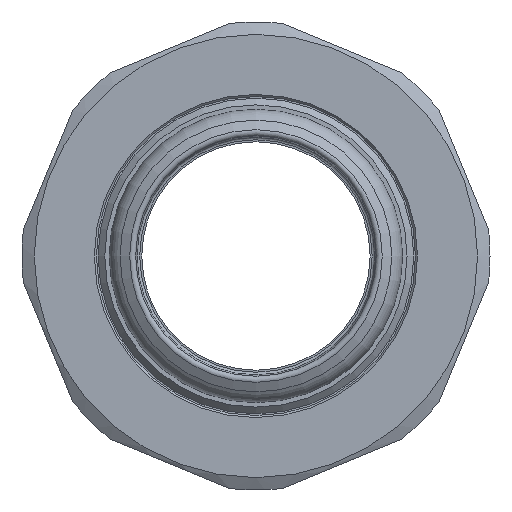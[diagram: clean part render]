
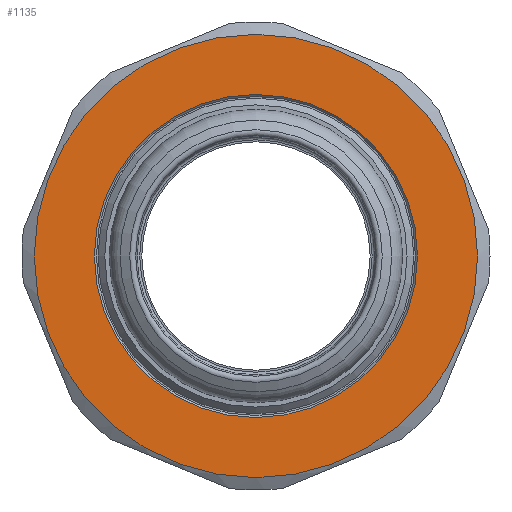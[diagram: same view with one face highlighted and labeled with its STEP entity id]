
A CAD part, left-side view. The second image highlights one B-rep face of the part: STEP entity #1135.
In plain terms, the highlighted planar face has unit normal (-1, 0, 0).
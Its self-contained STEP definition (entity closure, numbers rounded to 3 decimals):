
#68=FACE_BOUND('',#195,.T.);
#77=PLANE('',#1295);
#121=FACE_OUTER_BOUND('',#194,.T.);
#194=EDGE_LOOP('',(#780));
#195=EDGE_LOOP('',(#781));
#386=CIRCLE('',#1294,24.05);
#387=CIRCLE('',#1296,33.);
#483=VERTEX_POINT('',#1891);
#484=VERTEX_POINT('',#1895);
#596=EDGE_CURVE('',#483,#483,#386,.T.);
#598=EDGE_CURVE('',#484,#484,#387,.T.);
#780=ORIENTED_EDGE('',*,*,#598,.T.);
#781=ORIENTED_EDGE('',*,*,#596,.F.);
#1135=ADVANCED_FACE('',(#121,#68),#77,.T.);
#1294=AXIS2_PLACEMENT_3D('',#1892,#1486,#1487);
#1295=AXIS2_PLACEMENT_3D('',#1894,#1489,#1490);
#1296=AXIS2_PLACEMENT_3D('',#1896,#1491,#1492);
#1486=DIRECTION('center_axis',(-1.,0.,0.));
#1487=DIRECTION('ref_axis',(0.,1.,0.));
#1489=DIRECTION('center_axis',(-1.,0.,0.));
#1490=DIRECTION('ref_axis',(0.,0.,1.));
#1491=DIRECTION('center_axis',(-1.,0.,0.));
#1492=DIRECTION('ref_axis',(0.,1.,0.));
#1891=CARTESIAN_POINT('',(-23.,-24.05,0.));
#1892=CARTESIAN_POINT('Origin',(-23.,0.,0.));
#1894=CARTESIAN_POINT('Origin',(-23.,0.,0.));
#1895=CARTESIAN_POINT('',(-23.,-33.,0.));
#1896=CARTESIAN_POINT('Origin',(-23.,0.,0.));
